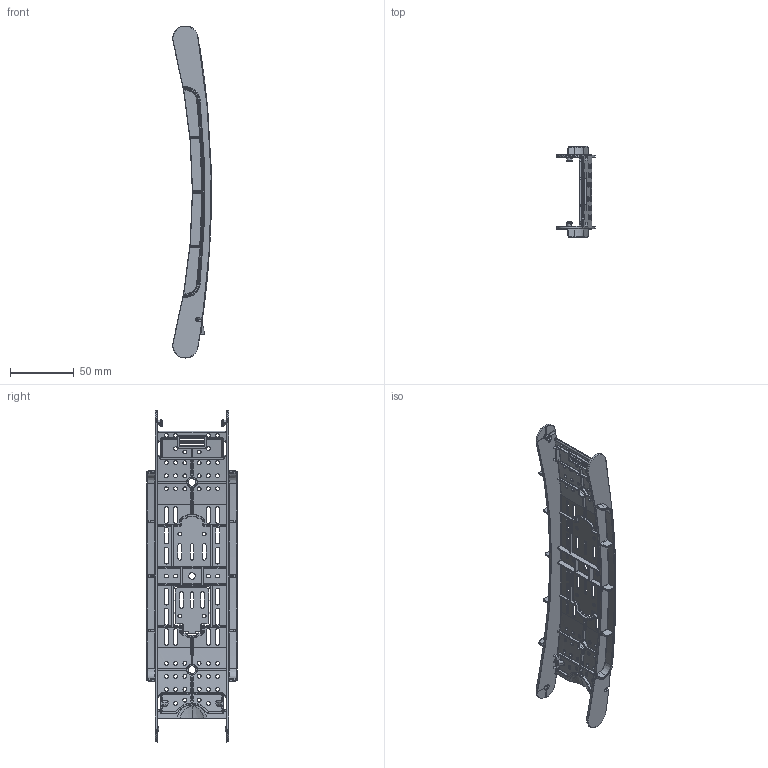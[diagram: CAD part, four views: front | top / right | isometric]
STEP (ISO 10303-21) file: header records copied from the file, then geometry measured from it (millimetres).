
FILE_DESCRIPTION((''),'2;1');
FILE_NAME('0000052441','2018-05-29T',('matic.bajda'),('Audax d.o.o.'),'CREO PARAMETRIC BY PTC INC, 2016260','CREO PARAMETRIC BY PTC INC, 2016260','');
FILE_SCHEMA(('AUTOMOTIVE_DESIGN { 1 0 10303 214 1 1 1 1 }'));
Products named in the file (1): 0000052441
Bounding box: 30.39 x 71.5 x 261.1 mm (x, y, z)
Volume: 40748 mm3; surface area: 51597.2 mm2
Topology: 1 solids, 1 shells, 2348 faces, 5759 edges, 3282 vertices
Faces by surface type: cylinder 745, bspline 494, plane 463, torus 324, sphere 170, cone 152
Entity records: 115317 total; most frequent: CARTESIAN_POINT 47881, ORIENTED_EDGE 11246, DIRECTION 9074, PRESENTATION_STYLE_ASSIGNMENT 5627, STYLED_ITEM 5624, CURVE_STYLE 5623, EDGE_CURVE 5623, AXIS2_PLACEMENT_3D 3505
